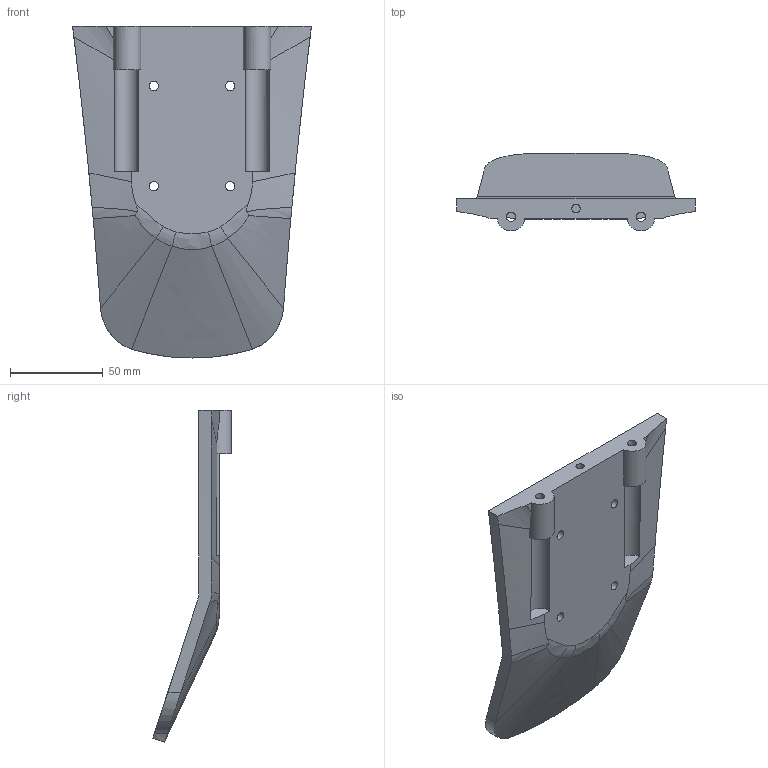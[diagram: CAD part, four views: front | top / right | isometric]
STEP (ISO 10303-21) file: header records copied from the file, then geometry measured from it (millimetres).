
FILE_DESCRIPTION(/* description */ (''),/* implementation_level */ '2;1');
FILE_NAME(/* name */ 'tail.stp',/* time_stamp */ '2023-08-24T19:35:17-07:00',/* author */ ('devan'),/* organization */ (''),/* preprocessor_version */ 'ST-DEVELOPER v20',/* originating_system */ 'Autodesk Inventor 2024',/* authorisation */ '');
FILE_SCHEMA (('AUTOMOTIVE_DESIGN { 1 0 10303 214 3 1 1 }'));
Length unit declared in the file: millimetre
Products named in the file (1): Part1
Bounding box: 128.66 x 42.16 x 178.8 mm (x, y, z)
Volume: 189384.9 mm3; surface area: 48075.9 mm2
Topology: 1 solids, 1 shells, 52 faces, 136 edges, 87 vertices
Faces by surface type: bspline 18, cylinder 18, plane 12, cone 4
Full cylindrical faces by diameter (mm): 4.55 x1, 5 x6
Entity records: 2201 total; most frequent: CARTESIAN_POINT 936, ORIENTED_EDGE 272, DIRECTION 220, EDGE_CURVE 136, VERTEX_POINT 87, AXIS2_PLACEMENT_3D 87, EDGE_LOOP 65, FACE_OUTER_BOUND 52
